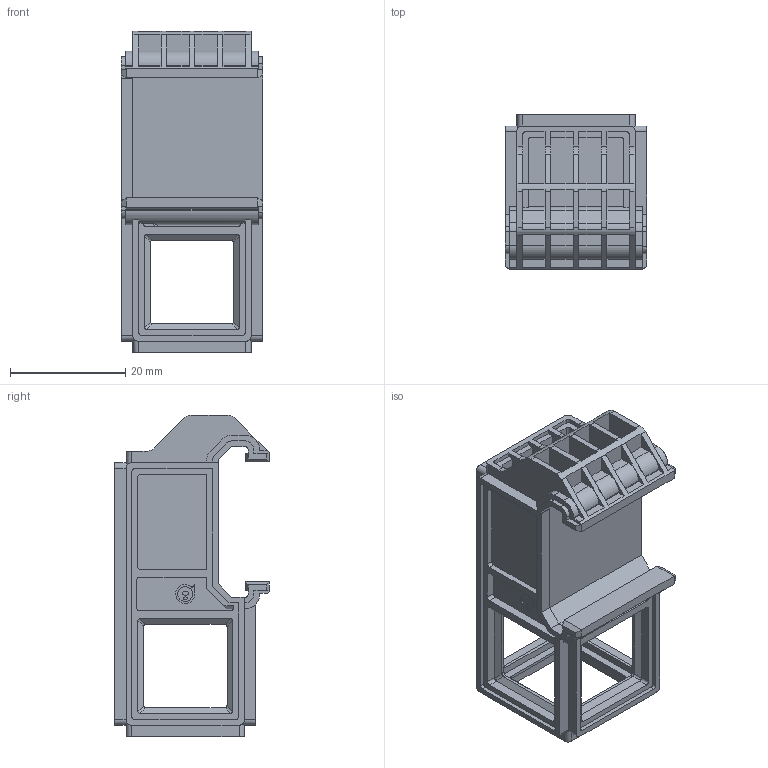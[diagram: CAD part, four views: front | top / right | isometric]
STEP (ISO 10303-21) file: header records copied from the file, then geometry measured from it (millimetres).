
FILE_DESCRIPTION (( 'STEP AP214' ), '1' );
FILE_NAME ('750-0999-087 Rev1.STEP', '2022-10-26T23:56:31', ( '' ), ( '' ), 'SwSTEP 2.0', 'SolidWorks 2021', '' );
FILE_SCHEMA (( 'AUTOMOTIVE_DESIGN' ));
Length unit declared in the file: millimetre
Products named in the file (1): 750-0999-087 Rev1
Bounding box: 24.5 x 26.85 x 55.75 mm (x, y, z)
Volume: 7725 mm3; surface area: 11332.8 mm2
Topology: 2 solids, 2 shells, 1091 faces, 3137 edges, 2072 vertices
Faces by surface type: plane 899, cylinder 179, cone 10, torus 3
Entity records: 35268 total; most frequent: CARTESIAN_POINT 6878, ORIENTED_EDGE 6274, DIRECTION 5428, EDGE_CURVE 3137, VECTOR 2652, LINE 2652, VERTEX_POINT 2072, AXIS2_PLACEMENT_3D 1388
